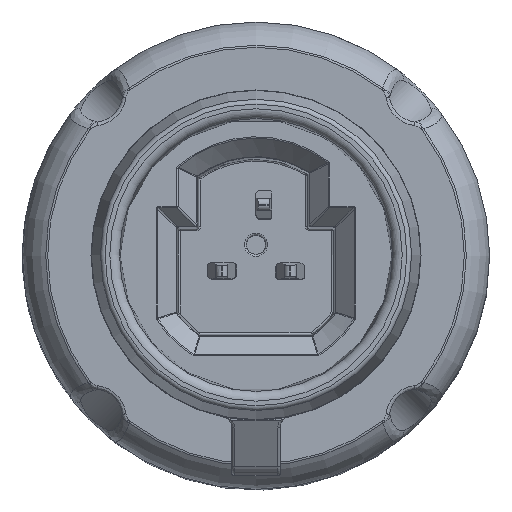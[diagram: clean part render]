
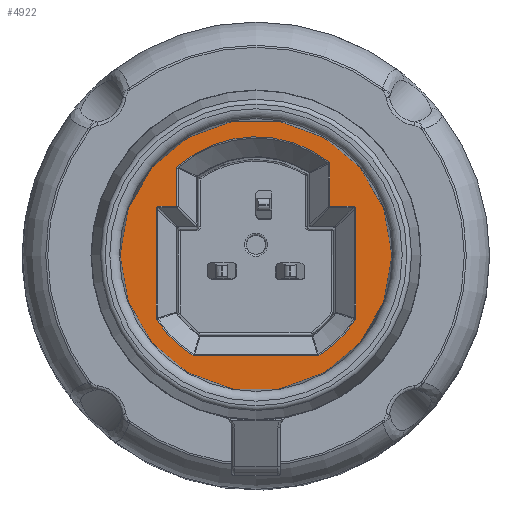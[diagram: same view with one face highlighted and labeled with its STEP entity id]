
A CAD part, top view. The second image highlights one B-rep face of the part: STEP entity #4922.
In plain terms, the highlighted planar face has unit normal (0, 0, 1).
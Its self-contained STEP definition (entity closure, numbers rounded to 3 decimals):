
#108=ELLIPSE('',#5423,0.348,0.2);
#111=ELLIPSE('',#5448,0.348,0.2);
#113=ELLIPSE('',#5461,0.125,0.108);
#201=B_SPLINE_CURVE_WITH_KNOTS('',3,(#9081,#9082,#9083,#9084,#9085),
 .UNSPECIFIED.,.F.,.F.,(4,1,4),(0.,0.006,
0.013),.UNSPECIFIED.);
#396=FACE_BOUND('',#1519,.T.);
#444=PLANE('',#5468);
#626=LINE('',#8895,#858);
#629=LINE('',#8929,#861);
#630=LINE('',#8980,#862);
#631=LINE('',#9026,#863);
#632=LINE('',#9053,#864);
#633=LINE('',#9057,#865);
#635=LINE('',#9117,#867);
#858=VECTOR('',#6536,10.);
#861=VECTOR('',#6551,10.);
#862=VECTOR('',#6576,10.);
#863=VECTOR('',#6595,10.);
#864=VECTOR('',#6604,10.);
#865=VECTOR('',#6609,10.);
#867=VECTOR('',#6633,10.);
#1197=FACE_OUTER_BOUND('',#1518,.T.);
#1518=EDGE_LOOP('',(#3993));
#1519=EDGE_LOOP('',(#3994,#3995,#3996,#3997,#3998,#3999,#4000,#4001,#4002,
#4003,#4004,#4005,#4006,#4007,#4008,#4009,#4010,#4011));
#1802=CIRCLE('',#5428,0.142);
#1805=CIRCLE('',#5432,6.083);
#1807=CIRCLE('',#5435,0.142);
#1810=CIRCLE('',#5439,0.142);
#1812=CIRCLE('',#5442,6.083);
#1814=CIRCLE('',#5444,0.142);
#1823=CIRCLE('',#5458,6.083);
#1827=CIRCLE('',#5469,6.975);
#2220=VERTEX_POINT('',#8892);
#2221=VERTEX_POINT('',#8894);
#2223=VERTEX_POINT('',#8919);
#2225=VERTEX_POINT('',#8925);
#2227=VERTEX_POINT('',#8946);
#2229=VERTEX_POINT('',#8952);
#2231=VERTEX_POINT('',#8973);
#2232=VERTEX_POINT('',#8978);
#2233=VERTEX_POINT('',#8997);
#2234=VERTEX_POINT('',#9001);
#2235=VERTEX_POINT('',#9020);
#2236=VERTEX_POINT('',#9024);
#2237=VERTEX_POINT('',#9047);
#2238=VERTEX_POINT('',#9051);
#2239=VERTEX_POINT('',#9056);
#2240=VERTEX_POINT('',#9079);
#2241=VERTEX_POINT('',#9087);
#2243=VERTEX_POINT('',#9108);
#2246=VERTEX_POINT('',#9139);
#2830=EDGE_CURVE('',#2220,#2221,#626,.T.);
#2835=EDGE_CURVE('',#2221,#2223,#108,.T.);
#2838=EDGE_CURVE('',#2223,#2225,#629,.T.);
#2841=EDGE_CURVE('',#2225,#2227,#1802,.T.);
#2844=EDGE_CURVE('',#2227,#2229,#1805,.T.);
#2847=EDGE_CURVE('',#2229,#2231,#1807,.T.);
#2849=EDGE_CURVE('',#2231,#2232,#630,.T.);
#2851=EDGE_CURVE('',#2232,#2233,#1810,.T.);
#2853=EDGE_CURVE('',#2233,#2234,#1812,.T.);
#2855=EDGE_CURVE('',#2234,#2235,#1814,.T.);
#2857=EDGE_CURVE('',#2235,#2236,#631,.T.);
#2859=EDGE_CURVE('',#2236,#2237,#111,.T.);
#2861=EDGE_CURVE('',#2237,#2238,#632,.T.);
#2863=EDGE_CURVE('',#2238,#2239,#633,.T.);
#2866=EDGE_CURVE('',#2239,#2240,#201,.T.);
#2869=EDGE_CURVE('',#2240,#2241,#1823,.T.);
#2872=EDGE_CURVE('',#2241,#2243,#113,.T.);
#2875=EDGE_CURVE('',#2243,#2220,#635,.T.);
#2878=EDGE_CURVE('',#2246,#2246,#1827,.T.);
#3993=ORIENTED_EDGE('',*,*,#2878,.T.);
#3994=ORIENTED_EDGE('',*,*,#2830,.F.);
#3995=ORIENTED_EDGE('',*,*,#2875,.F.);
#3996=ORIENTED_EDGE('',*,*,#2872,.F.);
#3997=ORIENTED_EDGE('',*,*,#2869,.F.);
#3998=ORIENTED_EDGE('',*,*,#2866,.F.);
#3999=ORIENTED_EDGE('',*,*,#2863,.F.);
#4000=ORIENTED_EDGE('',*,*,#2861,.F.);
#4001=ORIENTED_EDGE('',*,*,#2859,.F.);
#4002=ORIENTED_EDGE('',*,*,#2857,.F.);
#4003=ORIENTED_EDGE('',*,*,#2855,.F.);
#4004=ORIENTED_EDGE('',*,*,#2853,.F.);
#4005=ORIENTED_EDGE('',*,*,#2851,.F.);
#4006=ORIENTED_EDGE('',*,*,#2849,.F.);
#4007=ORIENTED_EDGE('',*,*,#2847,.F.);
#4008=ORIENTED_EDGE('',*,*,#2844,.F.);
#4009=ORIENTED_EDGE('',*,*,#2841,.F.);
#4010=ORIENTED_EDGE('',*,*,#2838,.F.);
#4011=ORIENTED_EDGE('',*,*,#2835,.F.);
#4922=ADVANCED_FACE('',(#1197,#396),#444,.T.);
#5423=AXIS2_PLACEMENT_3D('',#8923,#6544,#6545);
#5428=AXIS2_PLACEMENT_3D('',#8950,#6556,#6557);
#5432=AXIS2_PLACEMENT_3D('',#8956,#6564,#6565);
#5435=AXIS2_PLACEMENT_3D('',#8976,#6570,#6571);
#5439=AXIS2_PLACEMENT_3D('',#8999,#6579,#6580);
#5442=AXIS2_PLACEMENT_3D('',#9003,#6585,#6586);
#5444=AXIS2_PLACEMENT_3D('',#9022,#6589,#6590);
#5448=AXIS2_PLACEMENT_3D('',#9049,#6598,#6599);
#5458=AXIS2_PLACEMENT_3D('',#9091,#6620,#6621);
#5461=AXIS2_PLACEMENT_3D('',#9112,#6626,#6627);
#5468=AXIS2_PLACEMENT_3D('',#9138,#6642,#6643);
#5469=AXIS2_PLACEMENT_3D('',#9140,#6644,#6645);
#6536=DIRECTION('',(-1.,0.,0.));
#6544=DIRECTION('center_axis',(0.,0.,
1.));
#6545=DIRECTION('ref_axis',(-0.707,0.707,0.));
#6551=DIRECTION('',(0.,-1.,0.));
#6556=DIRECTION('center_axis',(0.,0.,
1.));
#6557=DIRECTION('ref_axis',(-0.84,-0.542,0.));
#6564=DIRECTION('center_axis',(0.,0.,
1.));
#6565=DIRECTION('ref_axis',(-0.702,-0.712,0.));
#6570=DIRECTION('center_axis',(0.,0.,
1.));
#6571=DIRECTION('ref_axis',(-0.002,-1.,0.));
#6576=DIRECTION('',(1.,0.,0.));
#6579=DIRECTION('center_axis',(0.,0.,
1.));
#6580=DIRECTION('ref_axis',(0.53,-0.848,0.));
#6585=DIRECTION('center_axis',(0.,0.,
1.));
#6586=DIRECTION('ref_axis',(0.702,-0.712,0.));
#6589=DIRECTION('center_axis',(0.,0.,
1.));
#6590=DIRECTION('ref_axis',(1.,-0.002,0.));
#6595=DIRECTION('',(0.,1.,0.));
#6598=DIRECTION('center_axis',(0.,0.,
1.));
#6599=DIRECTION('ref_axis',(0.707,0.707,0.));
#6604=DIRECTION('',(-1.,0.,0.));
#6609=DIRECTION('',(0.,1.,0.));
#6620=DIRECTION('center_axis',(0.,0.,
1.));
#6621=DIRECTION('ref_axis',(-0.032,1.,0.));
#6626=DIRECTION('center_axis',(0.,0.,
1.));
#6627=DIRECTION('ref_axis',(-0.411,-0.912,0.));
#6633=DIRECTION('',(0.,-1.,0.));
#6642=DIRECTION('center_axis',(0.,0.,
1.));
#6643=DIRECTION('ref_axis',(-1.,0.,0.));
#6644=DIRECTION('center_axis',(0.,0.,
1.));
#6645=DIRECTION('ref_axis',(-1.,0.,0.));
#8892=CARTESIAN_POINT('',(-4.073,2.503,30.68));
#8894=CARTESIAN_POINT('',(-4.987,2.503,30.68));
#8895=CARTESIAN_POINT('',(0.876,2.503,30.68));
#8919=CARTESIAN_POINT('',(-5.128,2.362,30.68));
#8923=CARTESIAN_POINT('Origin',(-4.844,2.219,30.68));
#8925=CARTESIAN_POINT('',(-5.128,-3.231,30.68));
#8929=CARTESIAN_POINT('',(-5.128,-0.731,30.68));
#8946=CARTESIAN_POINT('',(-5.105,-3.307,30.68));
#8950=CARTESIAN_POINT('Origin',(-4.986,-3.23,30.68));
#8952=CARTESIAN_POINT('',(-3.235,-5.151,30.68));
#8956=CARTESIAN_POINT('Origin',(0.,0.,
30.68));
#8973=CARTESIAN_POINT('',(-3.16,-5.173,30.68));
#8976=CARTESIAN_POINT('Origin',(-3.16,-5.031,30.68));
#8978=CARTESIAN_POINT('',(3.16,-5.173,30.68));
#8980=CARTESIAN_POINT('',(2.59,-5.173,30.68));
#8997=CARTESIAN_POINT('',(3.235,-5.151,30.68));
#8999=CARTESIAN_POINT('Origin',(3.16,-5.031,30.68));
#9001=CARTESIAN_POINT('',(5.105,-3.307,30.68));
#9003=CARTESIAN_POINT('Origin',(0.,0.,
30.68));
#9020=CARTESIAN_POINT('',(5.128,-3.231,30.68));
#9022=CARTESIAN_POINT('Origin',(4.986,-3.23,30.68));
#9024=CARTESIAN_POINT('',(5.128,2.362,30.68));
#9026=CARTESIAN_POINT('',(5.128,0.343,30.68));
#9047=CARTESIAN_POINT('',(4.987,2.503,30.68));
#9049=CARTESIAN_POINT('Origin',(4.844,2.219,30.68));
#9051=CARTESIAN_POINT('',(3.783,2.503,30.68));
#9053=CARTESIAN_POINT('',(2.537,2.503,30.68));
#9056=CARTESIAN_POINT('',(3.783,4.695,30.68));
#9057=CARTESIAN_POINT('',(3.783,1.045,30.68));
#9079=CARTESIAN_POINT('',(3.728,4.806,30.68));
#9081=CARTESIAN_POINT('Ctrl Pts',(3.783,4.695,30.68));
#9082=CARTESIAN_POINT('Ctrl Pts',(3.783,4.713,30.68));
#9083=CARTESIAN_POINT('Ctrl Pts',(3.775,4.756,30.68));
#9084=CARTESIAN_POINT('Ctrl Pts',(3.748,4.791,30.68));
#9085=CARTESIAN_POINT('Ctrl Pts',(3.728,4.806,30.68));
#9087=CARTESIAN_POINT('',(-4.025,4.561,30.68));
#9091=CARTESIAN_POINT('Origin',(0.,0.,
30.68));
#9108=CARTESIAN_POINT('',(-4.073,4.455,30.68));
#9112=CARTESIAN_POINT('Origin',(-3.962,4.468,30.68));
#9117=CARTESIAN_POINT('',(-4.073,0.342,30.68));
#9138=CARTESIAN_POINT('Origin',(2.5,0.,30.68));
#9139=CARTESIAN_POINT('',(-6.975,0.,30.68));
#9140=CARTESIAN_POINT('Origin',(0.,0.,
30.68));
